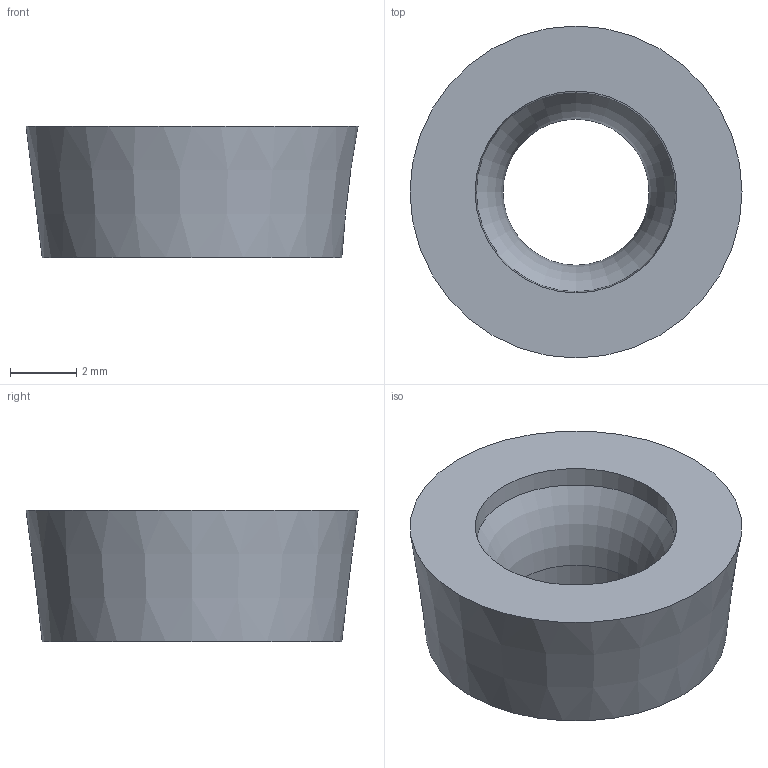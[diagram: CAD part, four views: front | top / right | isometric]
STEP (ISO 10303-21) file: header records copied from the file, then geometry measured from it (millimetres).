
FILE_DESCRIPTION(/* description */ (''),/* implementation_level */ '2;1');
FILE_NAME(/* name */ '1539592454417.stp',/* time_stamp */ '2018-10-15T10:34:29+02:00',/* author */ (''),/* organization */ ('SMS'),/* preprocessor_version */ 'ST-DEVELOPER v15',/* originating_system */ 'SIEMENS PLM Software NX 8.5',/* authorisation */ '');
FILE_SCHEMA (('AUTOMOTIVE_DESIGN { 1 0 10303 214 3 1 1 1 }'));
Length unit declared in the file: millimetre
Products named in the file (1): 201924034mod000_00
Bounding box: 10 x 10 x 3.97 mm (x, y, z)
Volume: 205 mm3; surface area: 282.4 mm2
Topology: 1 solids, 1 shells, 6 faces, 11 edges, 9 vertices
Faces by surface type: plane 2, cone 2, torus 1, cylinder 1
Full cylindrical faces by diameter (mm): 4.4 x1
Entity records: 225 total; most frequent: CARTESIAN_POINT 58, DIRECTION 30, AXIS2_PLACEMENT_3D 15, FACE_BOUND 12, EDGE_LOOP 12, ORIENTED_EDGE 12, ADVANCED_FACE 6, VERTEX_POINT 6
